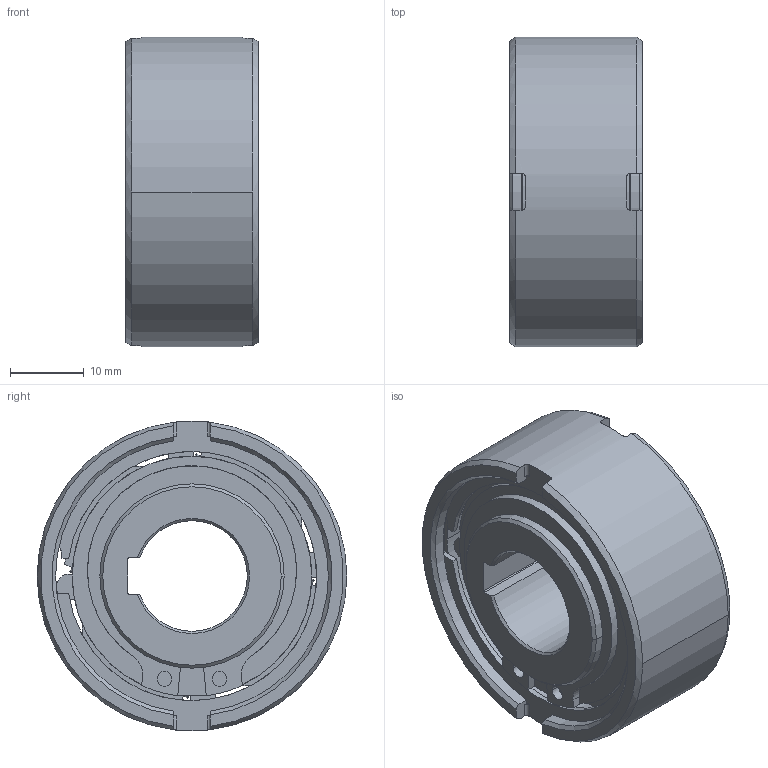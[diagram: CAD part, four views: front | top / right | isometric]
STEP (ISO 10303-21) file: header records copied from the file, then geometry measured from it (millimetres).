
FILE_DESCRIPTION((''),'2;1');
FILE_NAME('_CGS_TEMP_IGS','2023-05-22T',('SYSTEM'),(''),'PRO/ENGINEER BY PARAMETRIC TECHNOLOGY CORPORATION, 2016360','PRO/ENGINEER BY PARAMETRIC TECHNOLOGY CORPORATION, 2016360','');
FILE_SCHEMA(('AUTOMOTIVE_DESIGN { 1 0 10303 214 1 1 1 1 }'));
Length unit declared in the file: inch
Products named in the file (1): _CGS_TEMP_IGS
Bounding box: 18 x 42 x 41.98 mm (x, y, z)
Volume: 16406.8 mm3; surface area: 11597.8 mm2
Topology: 22 solids, 22 shells, 374 faces, 933 edges, 599 vertices
Faces by surface type: plane 127, cylinder 117, cone 66, bspline 48, torus 16
Entity records: 21198 total; most frequent: CARTESIAN_POINT 12304, ORIENTED_EDGE 1834, DIRECTION 1794, EDGE_CURVE 917, AXIS2_PLACEMENT_3D 739, VERTEX_POINT 599, CIRCLE 413, EDGE_LOOP 390
